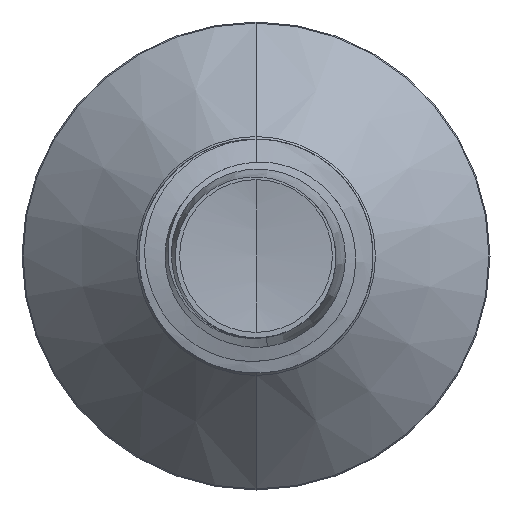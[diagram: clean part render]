
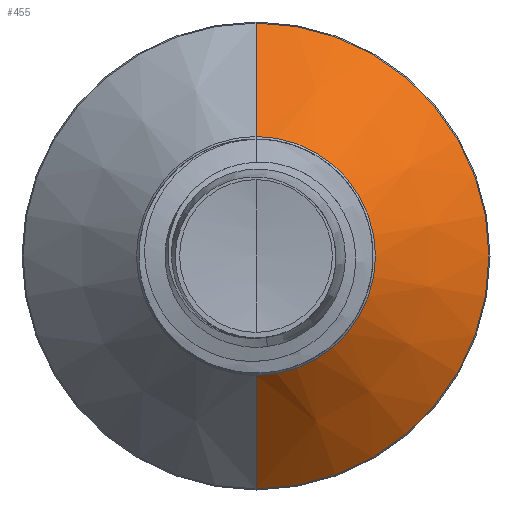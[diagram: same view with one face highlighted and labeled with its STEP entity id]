
A CAD part, front view. The second image highlights one B-rep face of the part: STEP entity #455.
In plain terms, the highlighted conical face has half-angle 45 degrees and reference radius 2.042 mm.
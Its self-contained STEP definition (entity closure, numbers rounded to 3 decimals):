
#455 = ADVANCED_FACE ( 'NONE', ( #8860 ), #22595, .T. ) ;
#524 = VECTOR ( 'NONE', #16407, 1000. ) ;
#532 = AXIS2_PLACEMENT_3D ( 'NONE', #13109, #19164, #15810 ) ;
#1172 = CARTESIAN_POINT ( 'NONE',  ( 0., 13.282, 0. ) ) ;
#1719 = DIRECTION ( 'NONE',  ( 0., 1., 0. ) ) ;
#2322 = ORIENTED_EDGE ( 'NONE', *, *, #12648, .F. ) ;
#2780 = AXIS2_PLACEMENT_3D ( 'NONE', #1172, #14309, #3067 ) ;
#3067 = DIRECTION ( 'NONE',  ( 0., 0., 1. ) ) ;
#3572 = EDGE_CURVE ( 'NONE', #15045, #6228, #21688, .T. ) ;
#5698 = CARTESIAN_POINT ( 'NONE',  ( 0., 11.342, 2.042 ) ) ;
#6228 = VERTEX_POINT ( 'NONE', #17540 ) ;
#8860 = FACE_OUTER_BOUND ( 'NONE', #18573, .T. ) ;
#9187 = ORIENTED_EDGE ( 'NONE', *, *, #19106, .T. ) ;
#9582 = LINE ( 'NONE', #18285, #15189 ) ;
#11092 = EDGE_CURVE ( 'NONE', #19011, #19141, #23986, .T. ) ;
#11385 = AXIS2_PLACEMENT_3D ( 'NONE', #12950, #1719, #14850 ) ;
#12522 = CARTESIAN_POINT ( 'NONE',  ( 0., 13.282, 3.982 ) ) ;
#12648 = EDGE_CURVE ( 'NONE', #15045, #19011, #15513, .T. ) ;
#12950 = CARTESIAN_POINT ( 'NONE',  ( 0., 11.342, 0. ) ) ;
#13109 = CARTESIAN_POINT ( 'NONE',  ( 0., 11.342, 0. ) ) ;
#14309 = DIRECTION ( 'NONE',  ( 0., 1., 0. ) ) ;
#14517 = CARTESIAN_POINT ( 'NONE',  ( 0., 13.282, -3.982 ) ) ;
#14850 = DIRECTION ( 'NONE',  ( 0., 0., 1. ) ) ;
#15045 = VERTEX_POINT ( 'NONE', #5698 ) ;
#15189 = VECTOR ( 'NONE', #18993, 1000. ) ;
#15513 = LINE ( 'NONE', #18294, #524 ) ;
#15810 = DIRECTION ( 'NONE',  ( 0., 0., 1. ) ) ;
#16407 = DIRECTION ( 'NONE',  ( 0., 0.707, 0.707 ) ) ;
#17540 = CARTESIAN_POINT ( 'NONE',  ( 0., 11.342, -2.042 ) ) ;
#18285 = CARTESIAN_POINT ( 'NONE',  ( 0., 11.342, -2.042 ) ) ;
#18294 = CARTESIAN_POINT ( 'NONE',  ( 0., 11.342, 2.042 ) ) ;
#18573 = EDGE_LOOP ( 'NONE', ( #23364, #9187, #20961, #2322 ) ) ;
#18993 = DIRECTION ( 'NONE',  ( 0., 0.707, -0.707 ) ) ;
#19011 = VERTEX_POINT ( 'NONE', #12522 ) ;
#19106 = EDGE_CURVE ( 'NONE', #6228, #19141, #9582, .T. ) ;
#19141 = VERTEX_POINT ( 'NONE', #14517 ) ;
#19164 = DIRECTION ( 'NONE',  ( 0., 1., 0. ) ) ;
#20961 = ORIENTED_EDGE ( 'NONE', *, *, #11092, .F. ) ;
#21688 = CIRCLE ( 'NONE', #11385, 2.042 ) ;
#22595 = CONICAL_SURFACE ( 'NONE', #532, 2.042, 0.785 ) ;
#23364 = ORIENTED_EDGE ( 'NONE', *, *, #3572, .T. ) ;
#23986 = CIRCLE ( 'NONE', #2780, 3.982 ) ;
